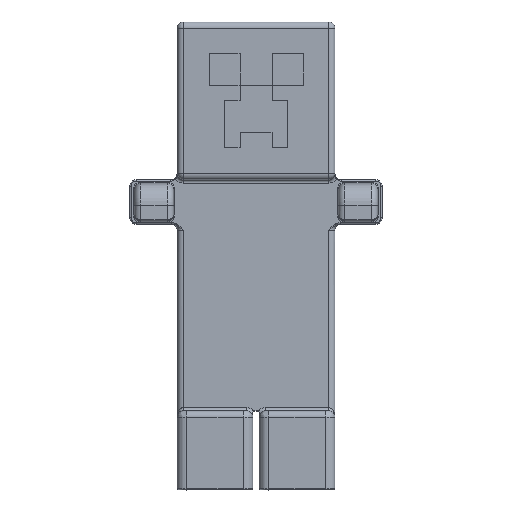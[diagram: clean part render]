
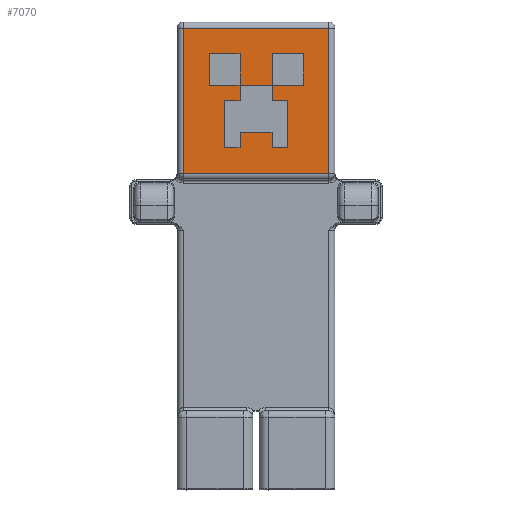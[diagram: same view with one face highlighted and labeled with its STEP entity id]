
A CAD part, top view. The second image highlights one B-rep face of the part: STEP entity #7070.
In plain terms, the highlighted planar face has unit normal (0, 0, -1).
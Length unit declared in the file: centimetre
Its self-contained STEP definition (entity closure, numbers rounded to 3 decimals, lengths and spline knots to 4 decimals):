
#538=FACE_BOUND('',#850,.T.);
#539=FACE_BOUND('',#851,.T.);
#540=FACE_BOUND('',#852,.T.);
#556=FACE_OUTER_BOUND('',#849,.T.);
#849=EDGE_LOOP('',(#5794,#5795,#5796,#5797));
#850=EDGE_LOOP('',(#5798,#5799,#5800,#5801));
#851=EDGE_LOOP('',(#5802,#5803,#5804,#5805));
#852=EDGE_LOOP('',(#5806,#5807,#5808,#5809,#5810,#5811,#5812,#5813,#5814,
#5815,#5816,#5817,#5818,#5819));
#1878=LINE('',#11470,#2504);
#1879=LINE('',#11472,#2505);
#1880=LINE('',#11474,#2506);
#1881=LINE('',#11475,#2507);
#1882=LINE('',#11478,#2508);
#1883=LINE('',#11480,#2509);
#1884=LINE('',#11482,#2510);
#1885=LINE('',#11483,#2511);
#1886=LINE('',#11486,#2512);
#1887=LINE('',#11488,#2513);
#1888=LINE('',#11490,#2514);
#1889=LINE('',#11491,#2515);
#1890=LINE('',#11494,#2516);
#1891=LINE('',#11496,#2517);
#1892=LINE('',#11498,#2518);
#1893=LINE('',#11500,#2519);
#1894=LINE('',#11502,#2520);
#1895=LINE('',#11504,#2521);
#1896=LINE('',#11506,#2522);
#1897=LINE('',#11508,#2523);
#1898=LINE('',#11510,#2524);
#1899=LINE('',#11512,#2525);
#1900=LINE('',#11514,#2526);
#1901=LINE('',#11516,#2527);
#1902=LINE('',#11518,#2528);
#1903=LINE('',#11519,#2529);
#2504=VECTOR('',#9004,20.7);
#2505=VECTOR('',#9005,20.7);
#2506=VECTOR('',#9006,20.7);
#2507=VECTOR('',#9007,20.7);
#2508=VECTOR('',#9008,4.4562);
#2509=VECTOR('',#9009,4.4629);
#2510=VECTOR('',#9010,4.4562);
#2511=VECTOR('',#9011,4.4629);
#2512=VECTOR('',#9012,4.4629);
#2513=VECTOR('',#9013,4.4031);
#2514=VECTOR('',#9014,4.4629);
#2515=VECTOR('',#9015,4.4031);
#2516=VECTOR('',#9016,4.4949);
#2517=VECTOR('',#9017,0.0325);
#2518=VECTOR('',#9018,2.2085);
#2519=VECTOR('',#9019,2.2015);
#2520=VECTOR('',#9020,6.7234);
#2521=VECTOR('',#9021,2.2015);
#2522=VECTOR('',#9022,2.2029);
#2523=VECTOR('',#9023,4.5566);
#2524=VECTOR('',#9024,2.2029);
#2525=VECTOR('',#9025,2.2247);
#2526=VECTOR('',#9026,6.7234);
#2527=VECTOR('',#9027,2.2247);
#2528=VECTOR('',#9028,2.2055);
#2529=VECTOR('',#9029,0.0466);
#3174=VERTEX_POINT('',#11468);
#3175=VERTEX_POINT('',#11469);
#3176=VERTEX_POINT('',#11471);
#3177=VERTEX_POINT('',#11473);
#3178=VERTEX_POINT('',#11476);
#3179=VERTEX_POINT('',#11477);
#3180=VERTEX_POINT('',#11479);
#3181=VERTEX_POINT('',#11481);
#3182=VERTEX_POINT('',#11484);
#3183=VERTEX_POINT('',#11485);
#3184=VERTEX_POINT('',#11487);
#3185=VERTEX_POINT('',#11489);
#3186=VERTEX_POINT('',#11492);
#3187=VERTEX_POINT('',#11493);
#3188=VERTEX_POINT('',#11495);
#3189=VERTEX_POINT('',#11497);
#3190=VERTEX_POINT('',#11499);
#3191=VERTEX_POINT('',#11501);
#3192=VERTEX_POINT('',#11503);
#3193=VERTEX_POINT('',#11505);
#3194=VERTEX_POINT('',#11507);
#3195=VERTEX_POINT('',#11509);
#3196=VERTEX_POINT('',#11511);
#3197=VERTEX_POINT('',#11513);
#3198=VERTEX_POINT('',#11515);
#3199=VERTEX_POINT('',#11517);
#4484=EDGE_CURVE('',#3174,#3175,#1878,.T.);
#4485=EDGE_CURVE('',#3175,#3176,#1879,.T.);
#4486=EDGE_CURVE('',#3176,#3177,#1880,.T.);
#4487=EDGE_CURVE('',#3177,#3174,#1881,.T.);
#4488=EDGE_CURVE('',#3178,#3179,#1882,.T.);
#4489=EDGE_CURVE('',#3179,#3180,#1883,.T.);
#4490=EDGE_CURVE('',#3180,#3181,#1884,.T.);
#4491=EDGE_CURVE('',#3181,#3178,#1885,.T.);
#4492=EDGE_CURVE('',#3182,#3183,#1886,.T.);
#4493=EDGE_CURVE('',#3183,#3184,#1887,.T.);
#4494=EDGE_CURVE('',#3184,#3185,#1888,.T.);
#4495=EDGE_CURVE('',#3185,#3182,#1889,.T.);
#4496=EDGE_CURVE('',#3186,#3187,#1890,.T.);
#4497=EDGE_CURVE('',#3187,#3188,#1891,.T.);
#4498=EDGE_CURVE('',#3188,#3189,#1892,.T.);
#4499=EDGE_CURVE('',#3189,#3190,#1893,.T.);
#4500=EDGE_CURVE('',#3190,#3191,#1894,.T.);
#4501=EDGE_CURVE('',#3191,#3192,#1895,.T.);
#4502=EDGE_CURVE('',#3192,#3193,#1896,.T.);
#4503=EDGE_CURVE('',#3193,#3194,#1897,.T.);
#4504=EDGE_CURVE('',#3194,#3195,#1898,.T.);
#4505=EDGE_CURVE('',#3195,#3196,#1899,.T.);
#4506=EDGE_CURVE('',#3196,#3197,#1900,.T.);
#4507=EDGE_CURVE('',#3197,#3198,#1901,.T.);
#4508=EDGE_CURVE('',#3198,#3199,#1902,.T.);
#4509=EDGE_CURVE('',#3199,#3186,#1903,.T.);
#5794=ORIENTED_EDGE('',*,*,#4484,.T.);
#5795=ORIENTED_EDGE('',*,*,#4485,.T.);
#5796=ORIENTED_EDGE('',*,*,#4486,.T.);
#5797=ORIENTED_EDGE('',*,*,#4487,.T.);
#5798=ORIENTED_EDGE('',*,*,#4488,.T.);
#5799=ORIENTED_EDGE('',*,*,#4489,.T.);
#5800=ORIENTED_EDGE('',*,*,#4490,.T.);
#5801=ORIENTED_EDGE('',*,*,#4491,.T.);
#5802=ORIENTED_EDGE('',*,*,#4492,.T.);
#5803=ORIENTED_EDGE('',*,*,#4493,.T.);
#5804=ORIENTED_EDGE('',*,*,#4494,.T.);
#5805=ORIENTED_EDGE('',*,*,#4495,.T.);
#5806=ORIENTED_EDGE('',*,*,#4496,.T.);
#5807=ORIENTED_EDGE('',*,*,#4497,.T.);
#5808=ORIENTED_EDGE('',*,*,#4498,.T.);
#5809=ORIENTED_EDGE('',*,*,#4499,.T.);
#5810=ORIENTED_EDGE('',*,*,#4500,.T.);
#5811=ORIENTED_EDGE('',*,*,#4501,.T.);
#5812=ORIENTED_EDGE('',*,*,#4502,.T.);
#5813=ORIENTED_EDGE('',*,*,#4503,.T.);
#5814=ORIENTED_EDGE('',*,*,#4504,.T.);
#5815=ORIENTED_EDGE('',*,*,#4505,.T.);
#5816=ORIENTED_EDGE('',*,*,#4506,.T.);
#5817=ORIENTED_EDGE('',*,*,#4507,.T.);
#5818=ORIENTED_EDGE('',*,*,#4508,.T.);
#5819=ORIENTED_EDGE('',*,*,#4509,.T.);
#6997=PLANE('',#7999);
#7070=ADVANCED_FACE('',(#556,#538,#539,#540),#6997,.T.);
#7999=AXIS2_PLACEMENT_3D('',#11467,#9002,#9003);
#9002=DIRECTION('center_axis',(0.,0.,-1.));
#9003=DIRECTION('ref_axis',(-1.,0.,0.));
#9004=DIRECTION('',(0.,1.,0.));
#9005=DIRECTION('',(1.,0.,0.));
#9006=DIRECTION('',(0.,-1.,0.));
#9007=DIRECTION('',(-1.,0.,0.));
#9008=DIRECTION('',(1.,0.,0.));
#9009=DIRECTION('',(0.,1.,0.));
#9010=DIRECTION('',(-1.,0.,0.));
#9011=DIRECTION('',(0.,-1.,0.));
#9012=DIRECTION('',(0.,1.,0.));
#9013=DIRECTION('',(-1.,0.,0.));
#9014=DIRECTION('',(0.,-1.,0.));
#9015=DIRECTION('',(1.,0.,0.));
#9016=DIRECTION('',(-1.,0.,0.));
#9017=DIRECTION('',(-0.707,-0.707,0.));
#9018=DIRECTION('',(0.,-1.,0.));
#9019=DIRECTION('',(-1.,0.,0.));
#9020=DIRECTION('',(0.,-1.,0.));
#9021=DIRECTION('',(1.,0.,0.));
#9022=DIRECTION('',(0.,1.,0.));
#9023=DIRECTION('',(1.,0.,0.));
#9024=DIRECTION('',(0.,-1.,0.));
#9025=DIRECTION('',(1.,0.,0.));
#9026=DIRECTION('',(0.,1.,0.));
#9027=DIRECTION('',(-1.,0.,0.));
#9028=DIRECTION('',(0.,1.,0.));
#9029=DIRECTION('',(-0.83,0.558,0.));
#11467=CARTESIAN_POINT('Origin',(24.9994,-7.4204,36.3952));
#11468=CARTESIAN_POINT('',(14.6494,-7.4204,36.3952));
#11469=CARTESIAN_POINT('',(14.6494,13.2796,36.3952));
#11470=CARTESIAN_POINT('',(14.6494,-7.4204,36.3952));
#11471=CARTESIAN_POINT('',(35.3494,13.2796,36.3952));
#11472=CARTESIAN_POINT('',(14.6494,13.2796,36.3952));
#11473=CARTESIAN_POINT('',(35.3494,-7.4204,36.3952));
#11474=CARTESIAN_POINT('',(35.3494,13.2796,36.3952));
#11475=CARTESIAN_POINT('',(35.3494,-7.4204,36.3952));
#11476=CARTESIAN_POINT('',(27.2811,5.1784,36.3952));
#11477=CARTESIAN_POINT('',(31.7373,5.1784,36.3952));
#11478=CARTESIAN_POINT('',(27.2811,5.1784,36.3952));
#11479=CARTESIAN_POINT('',(31.7373,9.6414,36.3952));
#11480=CARTESIAN_POINT('',(31.7373,5.1784,36.3952));
#11481=CARTESIAN_POINT('',(27.2811,9.6414,36.3952));
#11482=CARTESIAN_POINT('',(31.7373,9.6414,36.3952));
#11483=CARTESIAN_POINT('',(27.2811,9.6414,36.3952));
#11484=CARTESIAN_POINT('',(22.7245,5.1784,36.3952));
#11485=CARTESIAN_POINT('',(22.7245,9.6414,36.3952));
#11486=CARTESIAN_POINT('',(22.7245,5.1784,36.3952));
#11487=CARTESIAN_POINT('',(18.3214,9.6414,36.3952));
#11488=CARTESIAN_POINT('',(22.7245,9.6414,36.3952));
#11489=CARTESIAN_POINT('',(18.3214,5.1784,36.3952));
#11490=CARTESIAN_POINT('',(18.3214,9.6414,36.3952));
#11491=CARTESIAN_POINT('',(18.3214,5.1784,36.3952));
#11492=CARTESIAN_POINT('',(27.2424,5.1784,36.3952));
#11493=CARTESIAN_POINT('',(22.7475,5.1784,36.3952));
#11494=CARTESIAN_POINT('',(27.2424,5.1784,36.3952));
#11495=CARTESIAN_POINT('',(22.7245,5.1554,36.3952));
#11496=CARTESIAN_POINT('',(22.7475,5.1784,36.3952));
#11497=CARTESIAN_POINT('',(22.7245,2.947,36.3952));
#11498=CARTESIAN_POINT('',(22.7245,5.1554,36.3952));
#11499=CARTESIAN_POINT('',(20.5229,2.947,36.3952));
#11500=CARTESIAN_POINT('',(22.7245,2.947,36.3952));
#11501=CARTESIAN_POINT('',(20.5229,-3.7764,36.3952));
#11502=CARTESIAN_POINT('',(20.5229,2.947,36.3952));
#11503=CARTESIAN_POINT('',(22.7245,-3.7764,36.3952));
#11504=CARTESIAN_POINT('',(20.5229,-3.7764,36.3952));
#11505=CARTESIAN_POINT('',(22.7245,-1.5735,36.3952));
#11506=CARTESIAN_POINT('',(22.7245,-3.7764,36.3952));
#11507=CARTESIAN_POINT('',(27.2811,-1.5735,36.3952));
#11508=CARTESIAN_POINT('',(22.7245,-1.5735,36.3952));
#11509=CARTESIAN_POINT('',(27.2811,-3.7764,36.3952));
#11510=CARTESIAN_POINT('',(27.2811,-1.5735,36.3952));
#11511=CARTESIAN_POINT('',(29.5058,-3.7764,36.3952));
#11512=CARTESIAN_POINT('',(27.2811,-3.7764,36.3952));
#11513=CARTESIAN_POINT('',(29.5058,2.947,36.3952));
#11514=CARTESIAN_POINT('',(29.5058,-3.7764,36.3952));
#11515=CARTESIAN_POINT('',(27.2811,2.947,36.3952));
#11516=CARTESIAN_POINT('',(29.5058,2.947,36.3952));
#11517=CARTESIAN_POINT('',(27.2811,5.1524,36.3952));
#11518=CARTESIAN_POINT('',(27.2811,2.947,36.3952));
#11519=CARTESIAN_POINT('',(27.2811,5.1524,36.3952));
